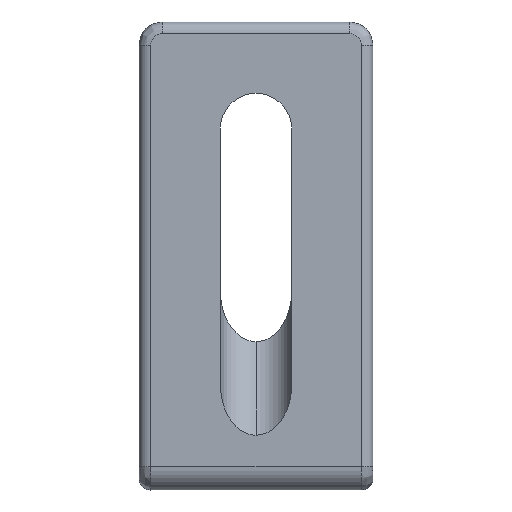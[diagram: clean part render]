
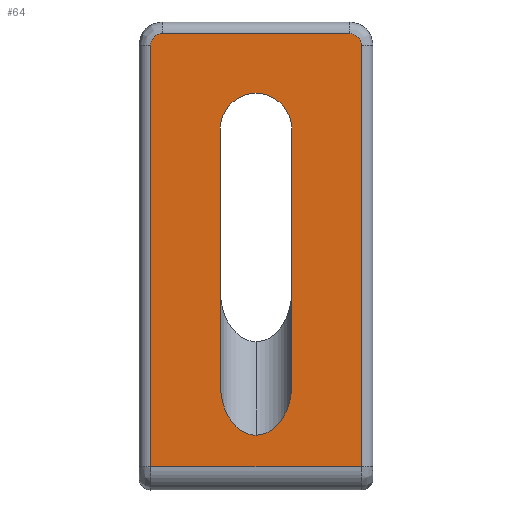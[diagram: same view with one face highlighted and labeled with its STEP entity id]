
A CAD part, left-side view. The second image highlights one B-rep face of the part: STEP entity #64.
In plain terms, the highlighted planar face has unit normal (-1, 0, 0).
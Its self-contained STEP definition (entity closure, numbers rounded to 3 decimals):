
#13 = DIRECTION ( 'NONE',  ( -1., 0., 0. ) ) ;
#15 = DIRECTION ( 'NONE',  ( 0., 0., -1. ) ) ;
#24 = ORIENTED_EDGE ( 'NONE', *, *, #1033, .F. ) ;
#58 = EDGE_LOOP ( 'NONE', ( #24, #79, #462, #305, #75 ) ) ;
#64 = ADVANCED_FACE ( 'NONE', ( #630, #755 ), #112, .F. ) ;
#75 = ORIENTED_EDGE ( 'NONE', *, *, #941, .F. ) ;
#78 = CARTESIAN_POINT ( 'NONE',  ( 0., 10., 2. ) ) ;
#79 = ORIENTED_EDGE ( 'NONE', *, *, #390, .F. ) ;
#97 = DIRECTION ( 'NONE',  ( 0., 0., -1. ) ) ;
#112 = PLANE ( 'NONE',  #770 ) ;
#119 = DIRECTION ( 'NONE',  ( 0., 0., -1. ) ) ;
#120 = DIRECTION ( 'NONE',  ( 1., 0., 0. ) ) ;
#127 = ORIENTED_EDGE ( 'NONE', *, *, #454, .F. ) ;
#129 = CARTESIAN_POINT ( 'NONE',  ( 0., 19., 20. ) ) ;
#147 = VERTEX_POINT ( 'NONE', #1225 ) ;
#190 = ORIENTED_EDGE ( 'NONE', *, *, #478, .F. ) ;
#194 = EDGE_CURVE ( 'NONE', #202, #1064, #541, .T. ) ;
#201 = CARTESIAN_POINT ( 'NONE',  ( 0., 19., 38. ) ) ;
#202 = VERTEX_POINT ( 'NONE', #366 ) ;
#220 = LINE ( 'NONE', #1080, #693 ) ;
#229 = CARTESIAN_POINT ( 'NONE',  ( 0., 10., 20. ) ) ;
#241 = LINE ( 'NONE', #1274, #1257 ) ;
#253 = CIRCLE ( 'NONE', #1150, 3.05 ) ;
#297 = CARTESIAN_POINT ( 'NONE',  ( 0., 8.213, 4.687 ) ) ;
#298 = CARTESIAN_POINT ( 'NONE',  ( 0., 10., 4.687 ) ) ;
#305 = ORIENTED_EDGE ( 'NONE', *, *, #309, .F. ) ;
#307 = VERTEX_POINT ( 'NONE', #1287 ) ;
#309 = EDGE_CURVE ( 'NONE', #786, #772, #1073, .T. ) ;
#315 = CARTESIAN_POINT ( 'NONE',  ( 0., 18., 39. ) ) ;
#318 = LINE ( 'NONE', #78, #1168 ) ;
#366 = CARTESIAN_POINT ( 'NONE',  ( 0., 18., 39. ) ) ;
#390 = EDGE_CURVE ( 'NONE', #1345, #706, #241, .T. ) ;
#404 = DIRECTION ( 'NONE',  ( 0., 0., -1. ) ) ;
#406 = CARTESIAN_POINT ( 'NONE',  ( 0., 1., 38. ) ) ;
#413 = CARTESIAN_POINT ( 'NONE',  ( 0., 6.95, 9. ) ) ;
#419 = CARTESIAN_POINT ( 'NONE',  ( 0., 2., 39. ) ) ;
#454 = EDGE_CURVE ( 'NONE', #1194, #307, #318, .T. ) ;
#462 = ORIENTED_EDGE ( 'NONE', *, *, #666, .F. ) ;
#478 = EDGE_CURVE ( 'NONE', #1064, #1048, #1062, .T. ) ;
#522 = CARTESIAN_POINT ( 'NONE',  ( 0., 1., 38. ) ) ;
#523 = EDGE_CURVE ( 'NONE', #1048, #1194, #220, .T. ) ;
#528 =( BOUNDED_CURVE ( )  B_SPLINE_CURVE ( 3, ( #1077, #1300, #757, #1408 ),
 .UNSPECIFIED., .F., .T. ) 
 B_SPLINE_CURVE_WITH_KNOTS ( ( 4, 4 ),
 ( 1.571, 3.142 ),
 .UNSPECIFIED. ) 
 CURVE ( )  GEOMETRIC_REPRESENTATION_ITEM ( )  RATIONAL_B_SPLINE_CURVE ( ( 1., 0.805, 0.805, 1. ) ) 
 REPRESENTATION_ITEM ( '' )  );
#541 = LINE ( 'NONE', #1140, #859 ) ;
#574 = LINE ( 'NONE', #129, #855 ) ;
#583 = ORIENTED_EDGE ( 'NONE', *, *, #1111, .F. ) ;
#602 = EDGE_LOOP ( 'NONE', ( #846, #190, #621, #583, #1208, #127 ) ) ;
#610 = CARTESIAN_POINT ( 'NONE',  ( 0., 6.95, 6.473 ) ) ;
#617 = CARTESIAN_POINT ( 'NONE',  ( 0., 10., 4.687 ) ) ;
#621 = ORIENTED_EDGE ( 'NONE', *, *, #194, .F. ) ;
#630 = FACE_BOUND ( 'NONE', #58, .T. ) ;
#666 = EDGE_CURVE ( 'NONE', #772, #1345, #253, .T. ) ;
#671 = DIRECTION ( 'NONE',  ( 0., 0., 1. ) ) ;
#693 = VECTOR ( 'NONE', #97, 1000. ) ;
#706 = VERTEX_POINT ( 'NONE', #935 ) ;
#749 = CARTESIAN_POINT ( 'NONE',  ( 0., 1., 38.586 ) ) ;
#752 = CARTESIAN_POINT ( 'NONE',  ( 0., 18.586, 39. ) ) ;
#755 = FACE_OUTER_BOUND ( 'NONE', #602, .T. ) ;
#757 = CARTESIAN_POINT ( 'NONE',  ( 0., 11.787, 4.687 ) ) ;
#770 = AXIS2_PLACEMENT_3D ( 'NONE', #229, #120, #15 ) ;
#772 = VERTEX_POINT ( 'NONE', #1423 ) ;
#786 = VERTEX_POINT ( 'NONE', #1101 ) ;
#835 =( BOUNDED_CURVE ( )  B_SPLINE_CURVE ( 3, ( #201, #976, #752, #315 ),
 .UNSPECIFIED., .F., .T. ) 
 B_SPLINE_CURVE_WITH_KNOTS ( ( 4, 4 ),
 ( 0., 1. ),
 .UNSPECIFIED. ) 
 CURVE ( )  GEOMETRIC_REPRESENTATION_ITEM ( )  RATIONAL_B_SPLINE_CURVE ( ( 1., 0.805, 0.805, 1. ) ) 
 REPRESENTATION_ITEM ( '' )  );
#846 = ORIENTED_EDGE ( 'NONE', *, *, #523, .F. ) ;
#850 = DIRECTION ( 'NONE',  ( 0., 1., 0. ) ) ;
#855 = VECTOR ( 'NONE', #671, 1000. ) ;
#857 = CARTESIAN_POINT ( 'NONE',  ( 0., 1.414, 39. ) ) ;
#859 = VECTOR ( 'NONE', #916, 1000. ) ;
#881 = EDGE_CURVE ( 'NONE', #307, #147, #574, .T. ) ;
#895 = CARTESIAN_POINT ( 'NONE',  ( 0., 1., 2. ) ) ;
#905 = CARTESIAN_POINT ( 'NONE',  ( 0., 10., 30.85 ) ) ;
#916 = DIRECTION ( 'NONE',  ( 0., -1., 0. ) ) ;
#925 = VECTOR ( 'NONE', #1387, 1000. ) ;
#935 = CARTESIAN_POINT ( 'NONE',  ( 0., 13.05, 9. ) ) ;
#941 = EDGE_CURVE ( 'NONE', #982, #786, #1178, .T. ) ;
#969 = CARTESIAN_POINT ( 'NONE',  ( 0., 2., 39. ) ) ;
#976 = CARTESIAN_POINT ( 'NONE',  ( 0., 19., 38.586 ) ) ;
#982 = VERTEX_POINT ( 'NONE', #617 ) ;
#1033 = EDGE_CURVE ( 'NONE', #706, #982, #528, .T. ) ;
#1048 = VERTEX_POINT ( 'NONE', #522 ) ;
#1062 =( BOUNDED_CURVE ( )  B_SPLINE_CURVE ( 3, ( #969, #857, #749, #406 ),
 .UNSPECIFIED., .F., .F. ) 
 B_SPLINE_CURVE_WITH_KNOTS ( ( 4, 4 ),
 ( 0., 1. ),
 .UNSPECIFIED. ) 
 CURVE ( )  GEOMETRIC_REPRESENTATION_ITEM ( )  RATIONAL_B_SPLINE_CURVE ( ( 1., 0.805, 0.805, 1. ) ) 
 REPRESENTATION_ITEM ( '' )  );
#1064 = VERTEX_POINT ( 'NONE', #419 ) ;
#1073 = LINE ( 'NONE', #1381, #925 ) ;
#1077 = CARTESIAN_POINT ( 'NONE',  ( 0., 13.05, 9. ) ) ;
#1080 = CARTESIAN_POINT ( 'NONE',  ( 0., 1., 20. ) ) ;
#1101 = CARTESIAN_POINT ( 'NONE',  ( 0., 6.95, 9. ) ) ;
#1111 = EDGE_CURVE ( 'NONE', #147, #202, #835, .T. ) ;
#1140 = CARTESIAN_POINT ( 'NONE',  ( 0., 10., 39. ) ) ;
#1150 = AXIS2_PLACEMENT_3D ( 'NONE', #905, #13, #119 ) ;
#1168 = VECTOR ( 'NONE', #850, 1000. ) ;
#1178 =( BOUNDED_CURVE ( )  B_SPLINE_CURVE ( 3, ( #298, #297, #610, #413 ),
 .UNSPECIFIED., .F., .F. ) 
 B_SPLINE_CURVE_WITH_KNOTS ( ( 4, 4 ),
 ( 3.142, 4.712 ),
 .UNSPECIFIED. ) 
 CURVE ( )  GEOMETRIC_REPRESENTATION_ITEM ( )  RATIONAL_B_SPLINE_CURVE ( ( 1., 0.805, 0.805, 1. ) ) 
 REPRESENTATION_ITEM ( '' )  );
#1194 = VERTEX_POINT ( 'NONE', #895 ) ;
#1208 = ORIENTED_EDGE ( 'NONE', *, *, #881, .F. ) ;
#1225 = CARTESIAN_POINT ( 'NONE',  ( 0., 19., 38. ) ) ;
#1257 = VECTOR ( 'NONE', #404, 1000. ) ;
#1274 = CARTESIAN_POINT ( 'NONE',  ( 0., 13.05, 20. ) ) ;
#1287 = CARTESIAN_POINT ( 'NONE',  ( 0., 19., 2. ) ) ;
#1300 = CARTESIAN_POINT ( 'NONE',  ( 0., 13.05, 6.473 ) ) ;
#1345 = VERTEX_POINT ( 'NONE', #1363 ) ;
#1363 = CARTESIAN_POINT ( 'NONE',  ( 0., 13.05, 30.85 ) ) ;
#1381 = CARTESIAN_POINT ( 'NONE',  ( 0., 6.95, 20. ) ) ;
#1387 = DIRECTION ( 'NONE',  ( 0., 0., 1. ) ) ;
#1408 = CARTESIAN_POINT ( 'NONE',  ( 0., 10., 4.687 ) ) ;
#1423 = CARTESIAN_POINT ( 'NONE',  ( 0., 6.95, 30.85 ) ) ;
